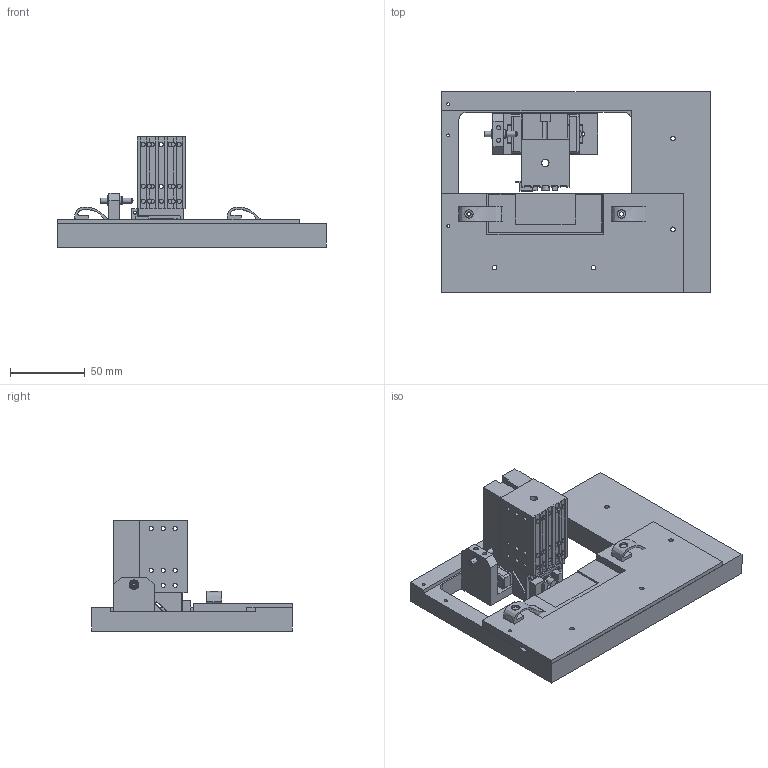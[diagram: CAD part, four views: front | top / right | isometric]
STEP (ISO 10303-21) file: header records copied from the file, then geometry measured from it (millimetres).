
FILE_DESCRIPTION(/* description */ (''),/* implementation_level */ '2;1');
FILE_NAME(/* name */ 'Assembly_XYTable_Aliepexress_cellstomr.iam.step',/* time_stamp */ '2022-11-29T09:16:40+01:00',/* author */ ('diederichbenedict'),/* organization */ (''),/* preprocessor_version */ 'ST-DEVELOPER v18.1',/* originating_system */ 'Autodesk Inventor 2022',/* authorisation */ '');
FILE_SCHEMA (('AUTOMOTIVE_DESIGN { 1 0 10303 214 3 1 1 }'));
Products named in the file (18): Assembly_XYTable_Aliepexress_cellstomr; 30_XYTabel_Aliexpress_xslide; 30_XYTabel_Aliexpress_cellSTORM_chiptray; 00_chipnano_waveguide_slidsize; Assembly_XYTable_Aliepexress_cellstorm_laserslide; 30_Cube_Z_Focus_MGN_NEMA_rail; 00_MGN12H, LINEAR GUIDE BLOCK; 00_LASER_640nm; 30_XYTabel_Aliexpress_cellSTORM_xmount; 30_XYTabel_Aliexpress_cellSTORM_lasermount; 00_KES400; 00_KES400_Bluray_Lens; 00_KES_Bluray_Magnet; 00_KES400_Lens; 00_F6SSN2P-Step; 00_F6SS088-Step; 30_XYTabel_Aliexpress_cellSTORM_chiptray_spacer; 30_XYTabel_Aliexpress_cellSTORM_chiptray_clamp
Assembly tree (18 placements, depth 4):
  Assembly_XYTable_Aliepexress_cellstomr
    30_XYTabel_Aliexpress_xslide
    30_XYTabel_Aliexpress_cellSTORM_chiptray
    00_chipnano_waveguide_slidsize
    Assembly_XYTable_Aliepexress_cellstorm_laserslide
      30_Cube_Z_Focus_MGN_NEMA_rail
      00_MGN12H, LINEAR GUIDE BLOCK
      00_LASER_640nm
      30_XYTabel_Aliexpress_cellSTORM_xmount
      30_XYTabel_Aliexpress_cellSTORM_lasermount
      00_KES400
        00_KES400_Bluray_Lens
        00_KES_Bluray_Magnet
        00_KES400_Lens
      00_F6SSN2P-Step
      00_F6SS088-Step
    30_XYTabel_Aliexpress_cellSTORM_chiptray_spacer
    30_XYTabel_Aliexpress_cellSTORM_chiptray_clamp  x2
Bounding box: 179.68 x 134.18 x 73.59 mm (x, y, z)
Volume: 357947.8 mm3; surface area: 121125.8 mm2
Topology: 29 solids, 29 shells, 823 faces, 2273 edges, 1444 vertices
Faces by surface type: plane 472, cylinder 317, cone 19, bspline 10, sphere 5
Full cylindrical faces by diameter (mm): 1.7 x6, 2 x12, 2.383 x1, 2.5 x5, 2.8 x92, 3 x13, 3.5 x4, 3.505 x2, 4.2 x4, 4.5 x2, 5 x1, 5.194 x1, 5.2 x1, 5.297 x1, 5.5 x2, 5.702 x1, 6.35 x1, 6.5 x2, 7 x4, 12 x2
Entity records: 27651 total; most frequent: CARTESIAN_POINT 5319, DIRECTION 4669, ORIENTED_EDGE 4456, EDGE_CURVE 2228, AXIS2_PLACEMENT_3D 1662, VERTEX_POINT 1418, LINE 1345, VECTOR 1345
